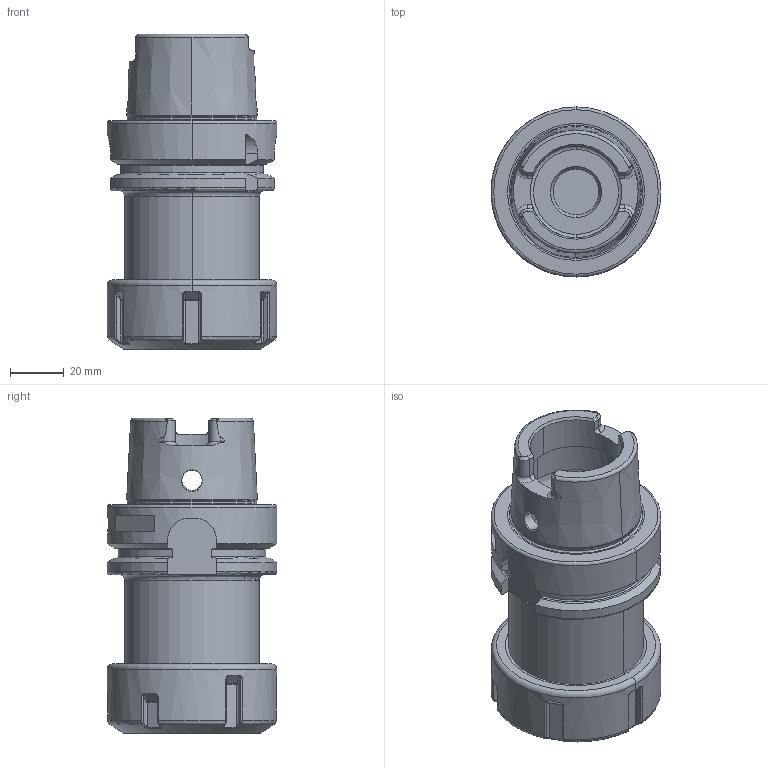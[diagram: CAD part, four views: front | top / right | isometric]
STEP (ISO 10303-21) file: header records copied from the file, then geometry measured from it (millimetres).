
FILE_DESCRIPTION((''),'2;1');
FILE_NAME('A63_02_26_0','2020-07-01T',('103090'),(''),'CREO PARAMETRIC BY PTC INC, 2015290','CREO PARAMETRIC BY PTC INC, 2015290','');
FILE_SCHEMA(('CONFIG_CONTROL_DESIGN'));
Length unit declared in the file: millimetre
Products named in the file (1): A63_02_26_0
Bounding box: 63 x 63 x 117 mm (x, y, z)
Volume: 160680.4 mm3; surface area: 42768.1 mm2
Topology: 1 solids, 1 shells, 342 faces, 845 edges, 511 vertices
Faces by surface type: plane 93, cylinder 85, bspline 58, torus 56, cone 38, sphere 12
Entity records: 13330 total; most frequent: CARTESIAN_POINT 5692, ORIENTED_EDGE 1686, DIRECTION 1445, EDGE_CURVE 843, AXIS2_PLACEMENT_3D 571, VERTEX_POINT 511, EDGE_LOOP 354, FACE_OUTER_BOUND 342
